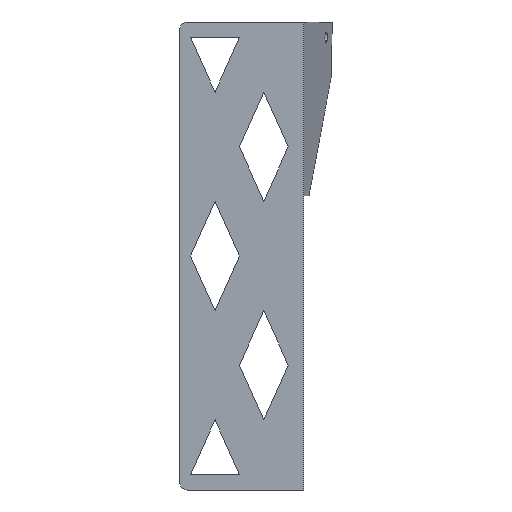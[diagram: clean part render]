
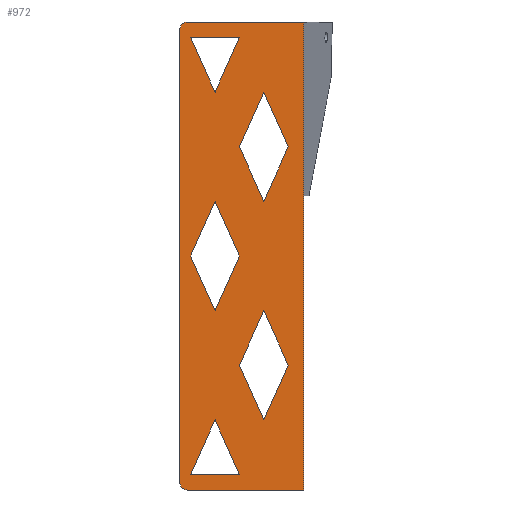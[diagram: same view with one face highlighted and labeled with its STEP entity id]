
A CAD part, front view. The second image highlights one B-rep face of the part: STEP entity #972.
In plain terms, the highlighted planar face has unit normal (0, -1, 0).
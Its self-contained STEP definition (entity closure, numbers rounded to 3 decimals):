
#20=FACE_BOUND('',#149,.T.);
#21=FACE_BOUND('',#150,.T.);
#22=FACE_BOUND('',#151,.T.);
#23=FACE_BOUND('',#152,.T.);
#24=FACE_BOUND('',#153,.T.);
#57=PLANE('',#1045);
#99=FACE_OUTER_BOUND('',#148,.T.);
#148=EDGE_LOOP('',(#834,#835,#836,#837,#838,#839));
#149=EDGE_LOOP('',(#840,#841,#842));
#150=EDGE_LOOP('',(#843,#844,#845));
#151=EDGE_LOOP('',(#846,#847,#848,#849));
#152=EDGE_LOOP('',(#850,#851,#852,#853));
#153=EDGE_LOOP('',(#854,#855,#856,#857));
#200=LINE('',#1393,#320);
#225=LINE('',#1441,#345);
#228=LINE('',#1447,#348);
#231=LINE('',#1452,#351);
#233=LINE('',#1457,#353);
#236=LINE('',#1462,#356);
#238=LINE('',#1467,#358);
#241=LINE('',#1472,#361);
#248=LINE('',#1490,#368);
#252=LINE('',#1499,#372);
#254=LINE('',#1502,#374);
#255=LINE('',#1505,#375);
#257=LINE('',#1508,#377);
#258=LINE('',#1511,#378);
#260=LINE('',#1514,#380);
#261=LINE('',#1517,#381);
#263=LINE('',#1520,#383);
#264=LINE('',#1523,#384);
#266=LINE('',#1526,#386);
#267=LINE('',#1529,#387);
#268=LINE('',#1531,#388);
#269=LINE('',#1532,#389);
#320=VECTOR('',#1130,10.);
#345=VECTOR('',#1161,10.);
#348=VECTOR('',#1166,10.);
#351=VECTOR('',#1171,10.);
#353=VECTOR('',#1175,10.);
#356=VECTOR('',#1180,10.);
#358=VECTOR('',#1184,10.);
#361=VECTOR('',#1189,10.);
#368=VECTOR('',#1208,10.);
#372=VECTOR('',#1218,10.);
#374=VECTOR('',#1222,10.);
#375=VECTOR('',#1225,10.);
#377=VECTOR('',#1229,10.);
#378=VECTOR('',#1232,10.);
#380=VECTOR('',#1236,10.);
#381=VECTOR('',#1239,10.);
#383=VECTOR('',#1243,10.);
#384=VECTOR('',#1246,10.);
#386=VECTOR('',#1250,10.);
#387=VECTOR('',#1253,10.);
#388=VECTOR('',#1254,10.);
#389=VECTOR('',#1255,10.);
#423=CIRCLE('',#1031,2.5);
#424=CIRCLE('',#1034,2.5);
#458=VERTEX_POINT('',#1391);
#459=VERTEX_POINT('',#1392);
#478=VERTEX_POINT('',#1439);
#479=VERTEX_POINT('',#1440);
#480=VERTEX_POINT('',#1445);
#481=VERTEX_POINT('',#1446);
#482=VERTEX_POINT('',#1451);
#483=VERTEX_POINT('',#1455);
#484=VERTEX_POINT('',#1456);
#485=VERTEX_POINT('',#1461);
#486=VERTEX_POINT('',#1465);
#487=VERTEX_POINT('',#1466);
#488=VERTEX_POINT('',#1471);
#491=VERTEX_POINT('',#1483);
#492=VERTEX_POINT('',#1484);
#493=VERTEX_POINT('',#1489);
#494=VERTEX_POINT('',#1494);
#495=VERTEX_POINT('',#1498);
#496=VERTEX_POINT('',#1504);
#497=VERTEX_POINT('',#1510);
#498=VERTEX_POINT('',#1516);
#499=VERTEX_POINT('',#1522);
#500=VERTEX_POINT('',#1528);
#501=VERTEX_POINT('',#1530);
#554=EDGE_CURVE('',#458,#459,#200,.T.);
#580=EDGE_CURVE('',#478,#479,#225,.T.);
#583=EDGE_CURVE('',#480,#481,#228,.T.);
#586=EDGE_CURVE('',#481,#482,#231,.T.);
#588=EDGE_CURVE('',#483,#484,#233,.T.);
#591=EDGE_CURVE('',#484,#485,#236,.T.);
#593=EDGE_CURVE('',#486,#487,#238,.T.);
#596=EDGE_CURVE('',#487,#488,#241,.T.);
#602=EDGE_CURVE('',#491,#492,#423,.T.);
#605=EDGE_CURVE('',#493,#491,#248,.T.);
#608=EDGE_CURVE('',#494,#493,#424,.T.);
#610=EDGE_CURVE('',#495,#478,#252,.T.);
#612=EDGE_CURVE('',#479,#495,#254,.T.);
#613=EDGE_CURVE('',#496,#458,#255,.T.);
#615=EDGE_CURVE('',#459,#496,#257,.T.);
#616=EDGE_CURVE('',#497,#480,#258,.T.);
#618=EDGE_CURVE('',#482,#497,#260,.T.);
#619=EDGE_CURVE('',#498,#483,#261,.T.);
#621=EDGE_CURVE('',#485,#498,#263,.T.);
#622=EDGE_CURVE('',#499,#486,#264,.T.);
#624=EDGE_CURVE('',#488,#499,#266,.T.);
#625=EDGE_CURVE('',#500,#494,#267,.T.);
#626=EDGE_CURVE('',#501,#500,#268,.T.);
#627=EDGE_CURVE('',#492,#501,#269,.T.);
#834=ORIENTED_EDGE('',*,*,#605,.F.);
#835=ORIENTED_EDGE('',*,*,#608,.F.);
#836=ORIENTED_EDGE('',*,*,#625,.F.);
#837=ORIENTED_EDGE('',*,*,#626,.F.);
#838=ORIENTED_EDGE('',*,*,#627,.F.);
#839=ORIENTED_EDGE('',*,*,#602,.F.);
#840=ORIENTED_EDGE('',*,*,#610,.F.);
#841=ORIENTED_EDGE('',*,*,#612,.F.);
#842=ORIENTED_EDGE('',*,*,#580,.F.);
#843=ORIENTED_EDGE('',*,*,#613,.F.);
#844=ORIENTED_EDGE('',*,*,#615,.F.);
#845=ORIENTED_EDGE('',*,*,#554,.F.);
#846=ORIENTED_EDGE('',*,*,#616,.F.);
#847=ORIENTED_EDGE('',*,*,#618,.F.);
#848=ORIENTED_EDGE('',*,*,#586,.F.);
#849=ORIENTED_EDGE('',*,*,#583,.F.);
#850=ORIENTED_EDGE('',*,*,#619,.F.);
#851=ORIENTED_EDGE('',*,*,#621,.F.);
#852=ORIENTED_EDGE('',*,*,#591,.F.);
#853=ORIENTED_EDGE('',*,*,#588,.F.);
#854=ORIENTED_EDGE('',*,*,#622,.F.);
#855=ORIENTED_EDGE('',*,*,#624,.F.);
#856=ORIENTED_EDGE('',*,*,#596,.F.);
#857=ORIENTED_EDGE('',*,*,#593,.F.);
#972=ADVANCED_FACE('',(#99,#20,#21,#22,#23,#24),#57,.F.);
#1031=AXIS2_PLACEMENT_3D('',#1485,#1202,#1203);
#1034=AXIS2_PLACEMENT_3D('',#1495,#1213,#1214);
#1045=AXIS2_PLACEMENT_3D('',#1527,#1251,#1252);
#1130=DIRECTION('',(1.,0.,0.));
#1161=DIRECTION('',(0.408,0.,-0.913));
#1166=DIRECTION('',(0.408,0.,0.913));
#1171=DIRECTION('',(-0.408,0.,0.913));
#1175=DIRECTION('',(-0.408,0.,0.913));
#1180=DIRECTION('',(-0.408,0.,-0.913));
#1184=DIRECTION('',(0.408,0.,0.913));
#1189=DIRECTION('',(-0.408,0.,0.913));
#1202=DIRECTION('center_axis',(0.,1.,0.));
#1203=DIRECTION('ref_axis',(-0.707,0.,0.707));
#1208=DIRECTION('',(0.,0.,1.));
#1213=DIRECTION('center_axis',(0.,1.,0.));
#1214=DIRECTION('ref_axis',(-0.707,0.,-0.707));
#1218=DIRECTION('',(-1.,0.,0.));
#1222=DIRECTION('',(0.408,0.,0.913));
#1225=DIRECTION('',(-0.408,0.,-0.913));
#1229=DIRECTION('',(-0.408,0.,0.913));
#1232=DIRECTION('',(0.408,0.,-0.913));
#1236=DIRECTION('',(-0.408,0.,-0.913));
#1239=DIRECTION('',(0.408,0.,0.913));
#1243=DIRECTION('',(0.408,0.,-0.913));
#1246=DIRECTION('',(0.408,0.,-0.913));
#1250=DIRECTION('',(-0.408,0.,-0.913));
#1251=DIRECTION('center_axis',(0.,1.,0.));
#1252=DIRECTION('ref_axis',(1.,0.,0.));
#1253=DIRECTION('',(-1.,0.,0.));
#1254=DIRECTION('',(0.,0.,-1.));
#1255=DIRECTION('',(1.,0.,0.));
#1391=CARTESIAN_POINT('',(8.043,-3.,15.));
#1392=CARTESIAN_POINT('',(23.793,-3.,15.));
#1393=CARTESIAN_POINT('',(25.793,-3.,15.));
#1439=CARTESIAN_POINT('',(8.043,-3.,156.));
#1440=CARTESIAN_POINT('',(15.918,-3.,138.375));
#1441=CARTESIAN_POINT('',(24.001,-3.,120.284));
#1445=CARTESIAN_POINT('',(31.668,-3.,103.125));
#1446=CARTESIAN_POINT('',(39.543,-3.,120.75));
#1447=CARTESIAN_POINT('',(29.249,-3.,97.711));
#1451=CARTESIAN_POINT('',(31.668,-3.,138.375));
#1452=CARTESIAN_POINT('',(46.315,-3.,105.593));
#1455=CARTESIAN_POINT('',(39.543,-3.,50.25));
#1456=CARTESIAN_POINT('',(31.668,-3.,67.875));
#1457=CARTESIAN_POINT('',(33.186,-3.,64.476));
#1461=CARTESIAN_POINT('',(23.793,-3.,50.25));
#1462=CARTESIAN_POINT('',(35.813,-3.,77.153));
#1465=CARTESIAN_POINT('',(15.918,-3.,67.875));
#1466=CARTESIAN_POINT('',(23.793,-3.,85.5));
#1467=CARTESIAN_POINT('',(21.374,-3.,80.086));
#1471=CARTESIAN_POINT('',(15.918,-3.,103.125));
#1472=CARTESIAN_POINT('',(25.311,-3.,82.101));
#1483=CARTESIAN_POINT('',(4.543,-3.,158.5));
#1484=CARTESIAN_POINT('',(7.043,-3.,161.));
#1485=CARTESIAN_POINT('Origin',(7.043,-3.,158.5));
#1489=CARTESIAN_POINT('',(4.543,-3.,12.5));
#1490=CARTESIAN_POINT('',(4.543,-3.,47.75));
#1494=CARTESIAN_POINT('',(7.043,-3.,10.));
#1495=CARTESIAN_POINT('Origin',(7.043,-3.,12.5));
#1498=CARTESIAN_POINT('',(23.793,-3.,156.));
#1499=CARTESIAN_POINT('',(40.793,-3.,156.));
#1502=CARTESIAN_POINT('',(8.245,-3.,121.202));
#1504=CARTESIAN_POINT('',(15.918,-3.,32.625));
#1505=CARTESIAN_POINT('',(27.938,-3.,59.528));
#1508=CARTESIAN_POINT('',(12.182,-3.,40.985));
#1510=CARTESIAN_POINT('',(23.793,-3.,120.75));
#1511=CARTESIAN_POINT('',(31.876,-3.,102.659));
#1514=CARTESIAN_POINT('',(22.684,-3.,118.269));
#1516=CARTESIAN_POINT('',(31.668,-3.,32.625));
#1517=CARTESIAN_POINT('',(42.378,-3.,56.595));
#1520=CARTESIAN_POINT('',(18.747,-3.,61.543));
#1522=CARTESIAN_POINT('',(8.043,-3.,85.5));
#1523=CARTESIAN_POINT('',(10.872,-3.,79.168));
#1526=CARTESIAN_POINT('',(14.809,-3.,100.644));
#1527=CARTESIAN_POINT('Origin',(42.043,-3.,85.5));
#1528=CARTESIAN_POINT('',(44.543,-3.,10.));
#1529=CARTESIAN_POINT('',(43.293,-3.,10.));
#1530=CARTESIAN_POINT('',(44.543,-3.,161.));
#1531=CARTESIAN_POINT('',(44.543,-3.,110.5));
#1532=CARTESIAN_POINT('',(42.043,-3.,161.));
